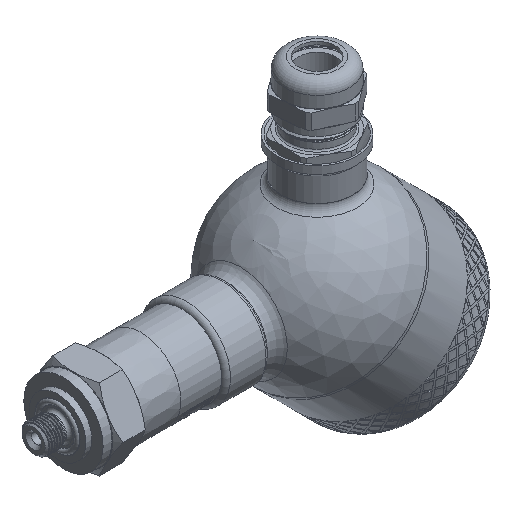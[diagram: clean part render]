
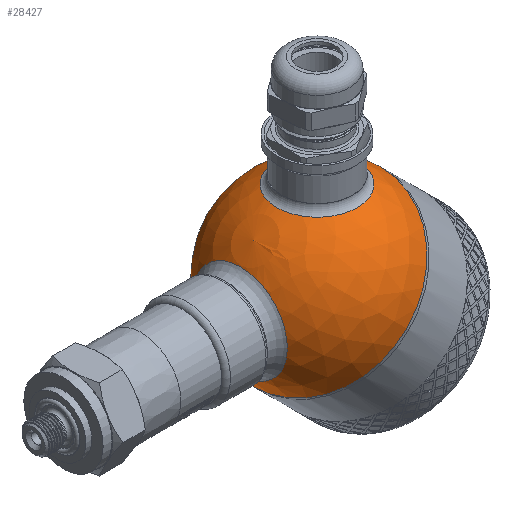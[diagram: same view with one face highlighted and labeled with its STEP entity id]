
A CAD part, isometric view. The second image highlights one B-rep face of the part: STEP entity #28427.
In plain terms, the highlighted spherical face has radius 30 mm.
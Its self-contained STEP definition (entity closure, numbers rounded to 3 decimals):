
#145=SPHERICAL_SURFACE('',#30234,30.);
#1204=FACE_BOUND('',#4158,.T.);
#1205=FACE_BOUND('',#4159,.T.);
#2331=FACE_OUTER_BOUND('',#4157,.T.);
#4157=EDGE_LOOP('',(#20423,#20424,#20425,#20426));
#4158=EDGE_LOOP('',(#20427));
#4159=EDGE_LOOP('',(#20428));
#5905=CIRCLE('',#30157,30.);
#5906=CIRCLE('',#30158,30.);
#5933=CIRCLE('',#30230,13.5);
#5936=CIRCLE('',#30235,30.);
#5937=CIRCLE('',#30236,15.643);
#11219=VERTEX_POINT('',#39034);
#11220=VERTEX_POINT('',#39036);
#11695=VERTEX_POINT('',#45098);
#11697=VERTEX_POINT('',#45105);
#11698=VERTEX_POINT('',#45107);
#14276=EDGE_CURVE('',#11219,#11220,#5905,.T.);
#14277=EDGE_CURVE('',#11220,#11219,#5906,.T.);
#14992=EDGE_CURVE('',#11695,#11695,#5933,.T.);
#14995=EDGE_CURVE('',#11220,#11697,#5936,.T.);
#14996=EDGE_CURVE('',#11698,#11698,#5937,.T.);
#20423=ORIENTED_EDGE('',*,*,#14277,.F.);
#20424=ORIENTED_EDGE('',*,*,#14995,.T.);
#20425=ORIENTED_EDGE('',*,*,#14995,.F.);
#20426=ORIENTED_EDGE('',*,*,#14276,.F.);
#20427=ORIENTED_EDGE('',*,*,#14996,.F.);
#20428=ORIENTED_EDGE('',*,*,#14992,.F.);
#28427=ADVANCED_FACE('',(#2331,#1204,#1205),#145,.T.);
#30157=AXIS2_PLACEMENT_3D('',#39037,#31779,#31780);
#30158=AXIS2_PLACEMENT_3D('',#39038,#31781,#31782);
#30230=AXIS2_PLACEMENT_3D('',#45099,#32177,#32178);
#30234=AXIS2_PLACEMENT_3D('',#45104,#32185,#32186);
#30235=AXIS2_PLACEMENT_3D('',#45106,#32187,#32188);
#30236=AXIS2_PLACEMENT_3D('',#45108,#32189,#32190);
#31779=DIRECTION('center_axis',(1.,0.,0.));
#31780=DIRECTION('ref_axis',(0.,1.,0.));
#31781=DIRECTION('center_axis',(1.,0.,0.));
#31782=DIRECTION('ref_axis',(0.,1.,0.));
#32177=DIRECTION('center_axis',(-0.707,0.,-0.707));
#32178=DIRECTION('ref_axis',(-0.707,0.,0.707));
#32185=DIRECTION('center_axis',(1.,0.,0.));
#32186=DIRECTION('ref_axis',(0.,-1.,0.));
#32187=DIRECTION('center_axis',(0.,0.,1.));
#32188=DIRECTION('ref_axis',(0.,1.,0.));
#32189=DIRECTION('center_axis',(-0.707,0.,0.707));
#32190=DIRECTION('ref_axis',(0.707,0.,0.707));
#39034=CARTESIAN_POINT('',(0.,-30.,0.));
#39036=CARTESIAN_POINT('',(0.,30.,0.));
#39037=CARTESIAN_POINT('Origin',(0.,0.,0.));
#39038=CARTESIAN_POINT('Origin',(0.,0.,0.));
#45098=CARTESIAN_POINT('',(-9.398,0.,-28.49));
#45099=CARTESIAN_POINT('Origin',(-18.944,0.,-18.944));
#45104=CARTESIAN_POINT('Origin',(0.,0.,0.));
#45105=CARTESIAN_POINT('',(-30.,0.,0.));
#45106=CARTESIAN_POINT('Origin',(0.,0.,0.));
#45107=CARTESIAN_POINT('',(-29.162,0.,7.04));
#45108=CARTESIAN_POINT('Origin',(-18.101,0.,18.101));
